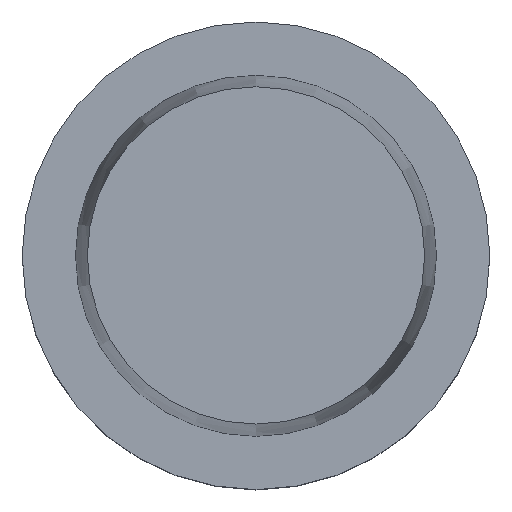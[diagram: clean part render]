
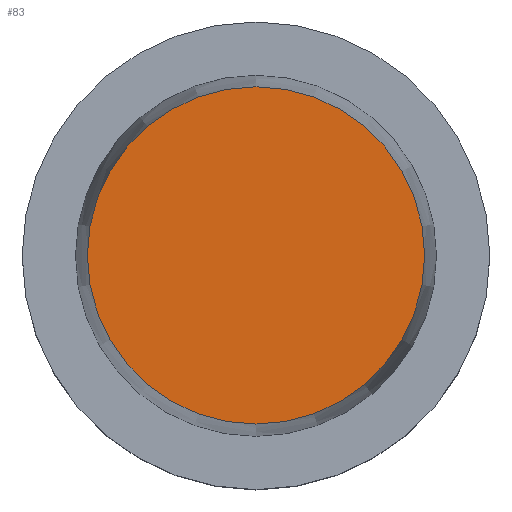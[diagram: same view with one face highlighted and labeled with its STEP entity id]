
A CAD part, top view. The second image highlights one B-rep face of the part: STEP entity #83.
In plain terms, the highlighted planar face has unit normal (0, 0, 1).
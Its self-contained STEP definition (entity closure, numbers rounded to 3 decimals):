
#83=ADVANCED_FACE('Unnamed[1]',(#219),#220,.T.);
#176=EDGE_CURVE('Unnamed[1]',#364,#364,#365,.T.);
#219=FACE_OUTER_BOUND('',#411,.T.);
#220=PLANE('',#412);
#364=VERTEX_POINT('',#591);
#365=CIRCLE('',#592,22.715);
#411=EDGE_LOOP('',(#632));
#412=AXIS2_PLACEMENT_3D('',#633,#634,#635);
#591=CARTESIAN_POINT('',(0.,22.715,32.0));
#592=AXIS2_PLACEMENT_3D('',#796,#797,#798);
#632=ORIENTED_EDGE('',*,*,#176,.T.);
#633=CARTESIAN_POINT('',(0.,11.358,32.0));
#634=DIRECTION('',(0.,0.,1.0));
#635=DIRECTION('',(0.,1.0,0.));
#796=CARTESIAN_POINT('',(0.,0.,32.0));
#797=DIRECTION('',(0.,0.,1.0));
#798=DIRECTION('',(0.,1.0,0.));
